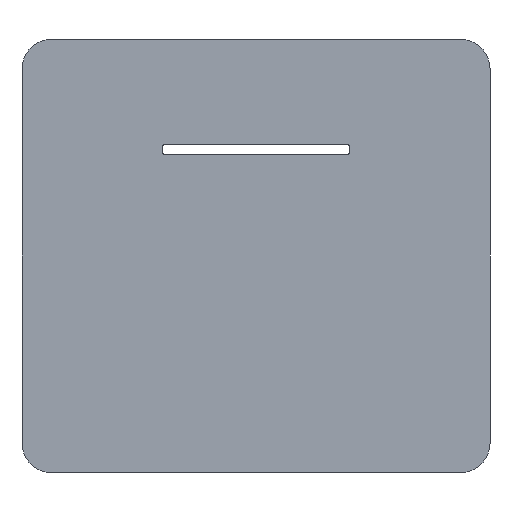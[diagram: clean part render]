
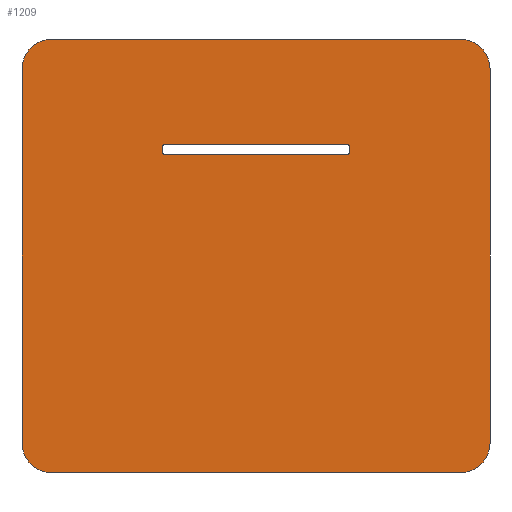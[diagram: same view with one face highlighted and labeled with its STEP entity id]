
A CAD part, front view. The second image highlights one B-rep face of the part: STEP entity #1209.
In plain terms, the highlighted planar face has unit normal (0, -1, 0).
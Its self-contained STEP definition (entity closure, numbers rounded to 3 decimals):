
#4 = DIRECTION ( 'NONE',  ( 0., -1., 0. ) ) ;
#6 = CARTESIAN_POINT ( 'NONE',  ( 15.5, -27.5, 17.3 ) ) ;
#33 = LINE ( 'NONE', #1998, #2547 ) ;
#66 = EDGE_LOOP ( 'NONE', ( #2466, #1662, #3603, #1494, #1398, #944, #2609, #983 ) ) ;
#98 = CARTESIAN_POINT ( 'NONE',  ( 15.5, -27.5, 17.8 ) ) ;
#144 = VERTEX_POINT ( 'NONE', #1832 ) ;
#155 = ORIENTED_EDGE ( 'NONE', *, *, #3326, .T. ) ;
#160 = VERTEX_POINT ( 'NONE', #1889 ) ;
#167 = VERTEX_POINT ( 'NONE', #1650 ) ;
#187 = DIRECTION ( 'NONE',  ( 0., 1., 0. ) ) ;
#211 = VERTEX_POINT ( 'NONE', #3259 ) ;
#217 = PLANE ( 'NONE',  #2951 ) ;
#222 = ORIENTED_EDGE ( 'NONE', *, *, #1502, .T. ) ;
#235 = DIRECTION ( 'NONE',  ( 1., 0., 0. ) ) ;
#253 = EDGE_CURVE ( 'NONE', #3801, #806, #3983, .T. ) ;
#257 = AXIS2_PLACEMENT_3D ( 'NONE', #1306, #3815, #2564 ) ;
#419 = CARTESIAN_POINT ( 'NONE',  ( -40., -27.5, -37. ) ) ;
#532 = CARTESIAN_POINT ( 'NONE',  ( -40., -27.5, -37. ) ) ;
#558 = ORIENTED_EDGE ( 'NONE', *, *, #818, .F. ) ;
#577 = CARTESIAN_POINT ( 'NONE',  ( -16., -27.5, 17.8 ) ) ;
#580 = AXIS2_PLACEMENT_3D ( 'NONE', #3536, #2571, #904 ) ;
#586 = AXIS2_PLACEMENT_3D ( 'NONE', #3047, #1168, #1442 ) ;
#627 = VERTEX_POINT ( 'NONE', #2054 ) ;
#629 = VERTEX_POINT ( 'NONE', #3322 ) ;
#682 = DIRECTION ( 'NONE',  ( 0., 0., -1. ) ) ;
#733 = VERTEX_POINT ( 'NONE', #1134 ) ;
#766 = AXIS2_PLACEMENT_3D ( 'NONE', #2125, #3121, #3355 ) ;
#806 = VERTEX_POINT ( 'NONE', #864 ) ;
#807 = CIRCLE ( 'NONE', #580, 0.5 ) ;
#818 = EDGE_CURVE ( 'NONE', #3383, #4140, #2704, .T. ) ;
#843 = DIRECTION ( 'NONE',  ( 0., 0., 1. ) ) ;
#864 = CARTESIAN_POINT ( 'NONE',  ( 35., -27.5, -37. ) ) ;
#874 = AXIS2_PLACEMENT_3D ( 'NONE', #98, #187, #4058 ) ;
#891 = CIRCLE ( 'NONE', #766, 5. ) ;
#904 = DIRECTION ( 'NONE',  ( 0., 0., -1. ) ) ;
#937 = AXIS2_PLACEMENT_3D ( 'NONE', #1626, #4, #682 ) ;
#944 = ORIENTED_EDGE ( 'NONE', *, *, #1317, .T. ) ;
#958 = DIRECTION ( 'NONE',  ( 0., 0., -1. ) ) ;
#983 = ORIENTED_EDGE ( 'NONE', *, *, #3849, .T. ) ;
#1005 = CIRCLE ( 'NONE', #1137, 5. ) ;
#1134 = CARTESIAN_POINT ( 'NONE',  ( 40., -27.5, -32. ) ) ;
#1137 = AXIS2_PLACEMENT_3D ( 'NONE', #3759, #2810, #1237 ) ;
#1151 = ORIENTED_EDGE ( 'NONE', *, *, #2157, .T. ) ;
#1168 = DIRECTION ( 'NONE',  ( 0., 1., 0. ) ) ;
#1204 = DIRECTION ( 'NONE',  ( 0., 0., 1. ) ) ;
#1209 = ADVANCED_FACE ( 'NONE', ( #1504, #1824 ), #217, .T. ) ;
#1231 = EDGE_CURVE ( 'NONE', #806, #733, #1005, .T. ) ;
#1237 = DIRECTION ( 'NONE',  ( 0., 0., -1. ) ) ;
#1264 = VECTOR ( 'NONE', #2237, 1000. ) ;
#1306 = CARTESIAN_POINT ( 'NONE',  ( -15.5, -27.5, 18.6 ) ) ;
#1317 = EDGE_CURVE ( 'NONE', #160, #3270, #1395, .T. ) ;
#1332 = DIRECTION ( 'NONE',  ( 0., 0., 1. ) ) ;
#1338 = VECTOR ( 'NONE', #843, 1000. ) ;
#1395 = CIRCLE ( 'NONE', #2350, 5. ) ;
#1398 = ORIENTED_EDGE ( 'NONE', *, *, #2459, .T. ) ;
#1400 = CIRCLE ( 'NONE', #937, 5. ) ;
#1423 = LINE ( 'NONE', #532, #1338 ) ;
#1442 = DIRECTION ( 'NONE',  ( 0., 0., -1. ) ) ;
#1494 = ORIENTED_EDGE ( 'NONE', *, *, #1231, .T. ) ;
#1502 = EDGE_CURVE ( 'NONE', #211, #4140, #2758, .T. ) ;
#1504 = FACE_BOUND ( 'NONE', #1595, .T. ) ;
#1519 = VECTOR ( 'NONE', #3781, 1000. ) ;
#1531 = EDGE_CURVE ( 'NONE', #627, #3801, #1400, .T. ) ;
#1590 = LINE ( 'NONE', #2877, #1264 ) ;
#1595 = EDGE_LOOP ( 'NONE', ( #155, #1880, #2898, #1151, #3475, #222, #558, #3735 ) ) ;
#1626 = CARTESIAN_POINT ( 'NONE',  ( -35., -27.5, -32. ) ) ;
#1629 = DIRECTION ( 'NONE',  ( 0., -1., 0. ) ) ;
#1650 = CARTESIAN_POINT ( 'NONE',  ( -35., -27.5, 37. ) ) ;
#1662 = ORIENTED_EDGE ( 'NONE', *, *, #1531, .T. ) ;
#1703 = EDGE_CURVE ( 'NONE', #3383, #2857, #3422, .T. ) ;
#1731 = VECTOR ( 'NONE', #1204, 1000. ) ;
#1824 = FACE_OUTER_BOUND ( 'NONE', #66, .T. ) ;
#1832 = CARTESIAN_POINT ( 'NONE',  ( 15.5, -27.5, 19.1 ) ) ;
#1854 = CARTESIAN_POINT ( 'NONE',  ( -15.5, -27.5, 17.3 ) ) ;
#1880 = ORIENTED_EDGE ( 'NONE', *, *, #3650, .T. ) ;
#1884 = DIRECTION ( 'NONE',  ( 0., -1., 0. ) ) ;
#1889 = CARTESIAN_POINT ( 'NONE',  ( 40., -27.5, 32. ) ) ;
#1998 = CARTESIAN_POINT ( 'NONE',  ( 40., -27.5, -37. ) ) ;
#2054 = CARTESIAN_POINT ( 'NONE',  ( -40., -27.5, -32. ) ) ;
#2125 = CARTESIAN_POINT ( 'NONE',  ( -35., -27.5, 32. ) ) ;
#2157 = EDGE_CURVE ( 'NONE', #144, #629, #807, .T. ) ;
#2205 = CARTESIAN_POINT ( 'NONE',  ( -15.5, -27.5, 19.1 ) ) ;
#2237 = DIRECTION ( 'NONE',  ( 0., 0., 1. ) ) ;
#2252 = VECTOR ( 'NONE', #2361, 1000. ) ;
#2309 = EDGE_CURVE ( 'NONE', #211, #629, #2521, .T. ) ;
#2343 = VERTEX_POINT ( 'NONE', #2205 ) ;
#2350 = AXIS2_PLACEMENT_3D ( 'NONE', #3235, #1629, #958 ) ;
#2361 = DIRECTION ( 'NONE',  ( 1., 0., 0. ) ) ;
#2459 = EDGE_CURVE ( 'NONE', #733, #160, #33, .T. ) ;
#2466 = ORIENTED_EDGE ( 'NONE', *, *, #3169, .F. ) ;
#2521 = LINE ( 'NONE', #4108, #1731 ) ;
#2528 = CARTESIAN_POINT ( 'NONE',  ( -40., -27.5, 37. ) ) ;
#2547 = VECTOR ( 'NONE', #1332, 1000. ) ;
#2563 = DIRECTION ( 'NONE',  ( 0., 0., -1. ) ) ;
#2564 = DIRECTION ( 'NONE',  ( 0., 0., -1. ) ) ;
#2571 = DIRECTION ( 'NONE',  ( 0., 1., 0. ) ) ;
#2609 = ORIENTED_EDGE ( 'NONE', *, *, #3869, .F. ) ;
#2673 = VERTEX_POINT ( 'NONE', #2952 ) ;
#2704 = LINE ( 'NONE', #3666, #1519 ) ;
#2758 = CIRCLE ( 'NONE', #874, 0.5 ) ;
#2774 = CARTESIAN_POINT ( 'NONE',  ( -35., -27.5, -37. ) ) ;
#2810 = DIRECTION ( 'NONE',  ( 0., -1., 0. ) ) ;
#2857 = VERTEX_POINT ( 'NONE', #577 ) ;
#2877 = CARTESIAN_POINT ( 'NONE',  ( -16., -27.5, 17.3 ) ) ;
#2888 = EDGE_CURVE ( 'NONE', #2343, #144, #3437, .T. ) ;
#2898 = ORIENTED_EDGE ( 'NONE', *, *, #2888, .T. ) ;
#2951 = AXIS2_PLACEMENT_3D ( 'NONE', #3793, #1884, #2563 ) ;
#2952 = CARTESIAN_POINT ( 'NONE',  ( -16., -27.5, 18.6 ) ) ;
#3047 = CARTESIAN_POINT ( 'NONE',  ( -15.5, -27.5, 17.8 ) ) ;
#3100 = CARTESIAN_POINT ( 'NONE',  ( -16., -27.5, 19.1 ) ) ;
#3104 = CIRCLE ( 'NONE', #257, 0.5 ) ;
#3121 = DIRECTION ( 'NONE',  ( 0., -1., 0. ) ) ;
#3169 = EDGE_CURVE ( 'NONE', #627, #3616, #1423, .T. ) ;
#3235 = CARTESIAN_POINT ( 'NONE',  ( 35., -27.5, 32. ) ) ;
#3259 = CARTESIAN_POINT ( 'NONE',  ( 16., -27.5, 17.8 ) ) ;
#3270 = VERTEX_POINT ( 'NONE', #3393 ) ;
#3322 = CARTESIAN_POINT ( 'NONE',  ( 16., -27.5, 18.6 ) ) ;
#3326 = EDGE_CURVE ( 'NONE', #2857, #2673, #1590, .T. ) ;
#3355 = DIRECTION ( 'NONE',  ( 0., 0., -1. ) ) ;
#3376 = VECTOR ( 'NONE', #3498, 1000. ) ;
#3383 = VERTEX_POINT ( 'NONE', #1854 ) ;
#3393 = CARTESIAN_POINT ( 'NONE',  ( 35., -27.5, 37. ) ) ;
#3422 = CIRCLE ( 'NONE', #586, 0.5 ) ;
#3426 = VECTOR ( 'NONE', #235, 1000. ) ;
#3437 = LINE ( 'NONE', #3100, #3426 ) ;
#3473 = LINE ( 'NONE', #2528, #3376 ) ;
#3475 = ORIENTED_EDGE ( 'NONE', *, *, #2309, .F. ) ;
#3498 = DIRECTION ( 'NONE',  ( 1., 0., 0. ) ) ;
#3536 = CARTESIAN_POINT ( 'NONE',  ( 15.5, -27.5, 18.6 ) ) ;
#3603 = ORIENTED_EDGE ( 'NONE', *, *, #253, .T. ) ;
#3616 = VERTEX_POINT ( 'NONE', #3875 ) ;
#3650 = EDGE_CURVE ( 'NONE', #2673, #2343, #3104, .T. ) ;
#3666 = CARTESIAN_POINT ( 'NONE',  ( -16., -27.5, 17.3 ) ) ;
#3735 = ORIENTED_EDGE ( 'NONE', *, *, #1703, .T. ) ;
#3759 = CARTESIAN_POINT ( 'NONE',  ( 35., -27.5, -32. ) ) ;
#3781 = DIRECTION ( 'NONE',  ( 1., 0., 0. ) ) ;
#3793 = CARTESIAN_POINT ( 'NONE',  ( -40., -27.5, -37. ) ) ;
#3801 = VERTEX_POINT ( 'NONE', #2774 ) ;
#3815 = DIRECTION ( 'NONE',  ( 0., 1., 0. ) ) ;
#3849 = EDGE_CURVE ( 'NONE', #167, #3616, #891, .T. ) ;
#3869 = EDGE_CURVE ( 'NONE', #167, #3270, #3473, .T. ) ;
#3875 = CARTESIAN_POINT ( 'NONE',  ( -40., -27.5, 32. ) ) ;
#3983 = LINE ( 'NONE', #419, #2252 ) ;
#4058 = DIRECTION ( 'NONE',  ( 0., 0., -1. ) ) ;
#4108 = CARTESIAN_POINT ( 'NONE',  ( 16., -27.5, 17.3 ) ) ;
#4140 = VERTEX_POINT ( 'NONE', #6 ) ;
